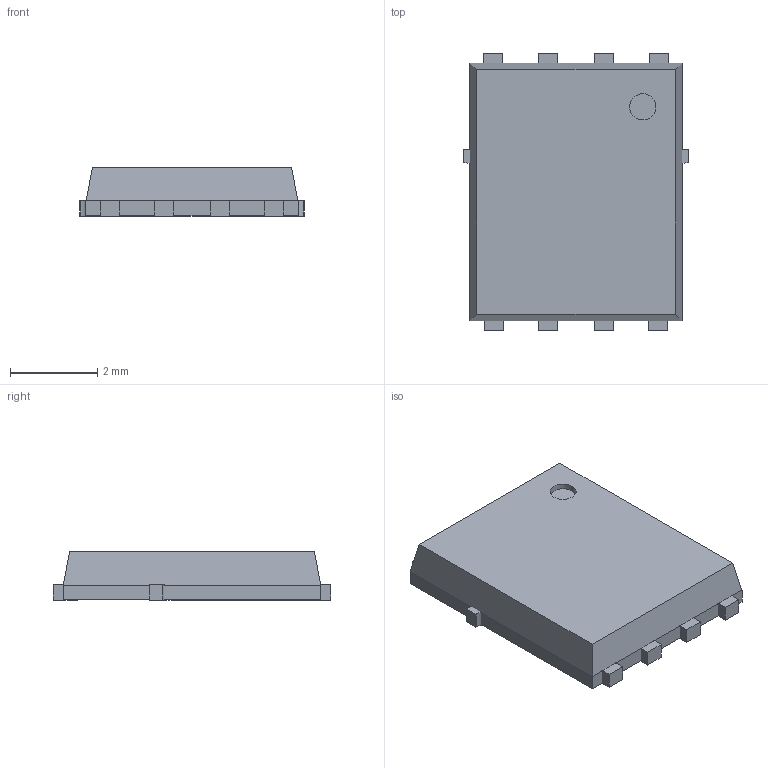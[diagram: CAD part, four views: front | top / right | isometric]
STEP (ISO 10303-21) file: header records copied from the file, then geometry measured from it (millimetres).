
FILE_DESCRIPTION (( 'STEP AP214' ), '1' );
FILE_NAME ('User Library-TDSON-8.STEP', '2017-05-24T05:27:19', ( 'Windows User' ), ( '' ), 'SwSTEP 2.0', 'SolidWorks 2017', '' );
FILE_SCHEMA (( 'AUTOMOTIVE_DESIGN' ));
Length unit declared in the file: millimetre
Products named in the file (7): User Library-TDSON-8; User Library-TDSON-8_Component6; User Library-TDSON-8_Component5; User Library-TDSON-8_Component4; User Library-TDSON-8_Component3; User Library-TDSON-8_Component2; User Library-TDSON-8_Component1
Assembly tree (6 placements, depth 2):
  User Library-TDSON-8
    User Library-TDSON-8_Component1
    User Library-TDSON-8_Component2
    User Library-TDSON-8_Component3
    User Library-TDSON-8_Component4
    User Library-TDSON-8_Component5
    User Library-TDSON-8_Component6
Bounding box: 5.15 x 6.35 x 1.11 mm (x, y, z)
Surface area: 126.6 mm2
Topology: 6 solids, 6 shells, 71 faces, 174 edges, 116 vertices
Faces by surface type: plane 61, cylinder 10
Entity records: 3135 total; most frequent: CARTESIAN_POINT 370, DIRECTION 354, ORIENTED_EDGE 348, EDGE_CURVE 174, VECTOR 154, LINE 154, VERTEX_POINT 116, AXIS2_PLACEMENT_3D 100
